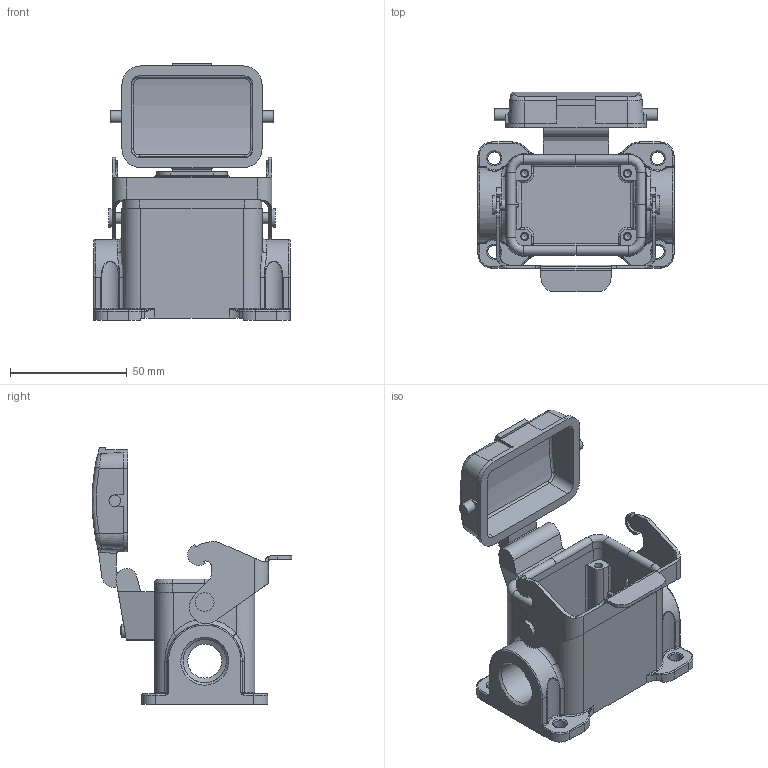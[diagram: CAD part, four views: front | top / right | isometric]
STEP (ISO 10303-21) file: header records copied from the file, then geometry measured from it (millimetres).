
FILE_DESCRIPTION(/* description */ (''),/* implementation_level */ '2;1');
FILE_NAME(/* name */ 'c146 10n006 607 1nxc001-01.stp',/* time_stamp */ '2021-10-28T10:49:31+02:00',/* author */ (''),/* organization */ (''),/* preprocessor_version */ 'ST-DEVELOPER v16.7',/* originating_system */ 'SIEMENS PLM Software NX 12.0',/* authorisation */ '');
FILE_SCHEMA (('AUTOMOTIVE_DESIGN { 1 0 10303 214 3 1 1 1 }'));
Length unit declared in the file: millimetre
Products named in the file (13): n 23 020 00x1nxm001-01; n 13 030 0004 1nxm001-02; c146 n03 040 e2nxm001-03; N 03 049 0001-03; C146 M08 352 E1-01; n 03 030 0015 7nxm001-04; c146 n01 011 e2nxm001-02; c146 n02 000 e2nxm001-03; n 06 060 0001nxm001-02; N 25 006 1000-04_SOLID; c146 n03 040 g2nxm001-01; c146 10n006 607 1nxm001-04; c146 10n006 607 1nxc001-01
Assembly tree (15 placements, depth 4):
  c146 10n006 607 1nxc001-01
    c146 10n006 607 1nxm001-04
      n 06 060 0001nxm001-02
      c146 n02 000 e2nxm001-03
      c146 n01 011 e2nxm001-02
      n 03 030 0015 7nxm001-04  x2
      c146 n03 040 g2nxm001-01
        c146 n03 040 e2nxm001-03
        n 13 030 0004 1nxm001-02
      C146 M08 352 E1-01
      N 25 006 1000-04_SOLID
        n 23 020 00x1nxm001-01  x2
      N 03 049 0001-03  x2
Bounding box: 84.01 x 85.52 x 109.9 mm (x, y, z)
Volume: 98926.9 mm3; surface area: 46521 mm2
Topology: 1 solids, 1 shells, 547 faces, 1432 edges, 890 vertices
Faces by surface type: plane 224, cylinder 185, bspline 107, cone 15, torus 8, revolution 4, sphere 2, extrusion 2
Full cylindrical faces by diameter (mm): 2.85 x4, 4.8 x2, 5 x2, 5.5 x4, 5.6 x2, 8 x2, 14.5 x2, 18.539 x2
Entity records: 21261 total; most frequent: CARTESIAN_POINT 6601, ORIENTED_EDGE 2700, DIRECTION 2607, EDGE_CURVE 1350, AXIS2_PLACEMENT_3D 969, VERTEX_POINT 868, VECTOR 665, LINE 663
